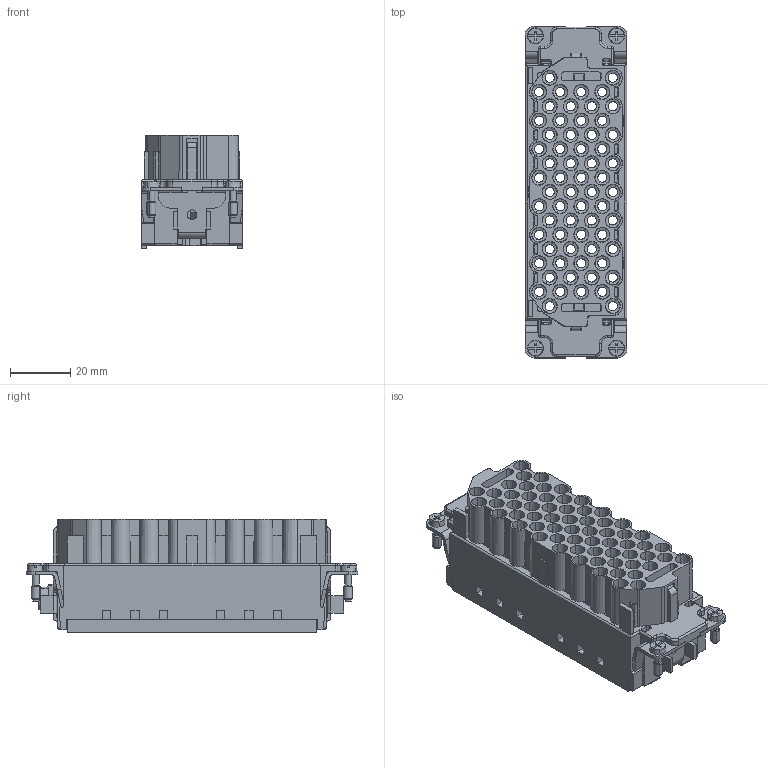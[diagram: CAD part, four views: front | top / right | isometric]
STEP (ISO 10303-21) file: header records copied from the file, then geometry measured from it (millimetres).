
FILE_DESCRIPTION(('CATIA V5 STEP Exchange','CAx-IF Rec.Pracs.--- Model Styling and Organization---1.4--- 2014-01-23'),'2;1');
FILE_NAME ('1223110-3_0', '2020-09-16T15:58:30+00:00', ('none'), ('Weidmueller'), 'CATIA Version 5-6 Release 2016 SP3 HF44', 'CATIA V5 STEP AP214', 'none');
FILE_SCHEMA(('AUTOMOTIVE_DESIGN { 1 0 10303 214 1 1 1 1 }'));
Products named in the file (1): 2729590000
Bounding box: 33.9 x 110.5 x 37.75 mm (x, y, z)
Volume: 56234.7 mm3; surface area: 64557.5 mm2
Topology: 10 solids, 10 shells, 2283 faces, 6425 edges, 4215 vertices
Faces by surface type: plane 1019, cylinder 741, cone 487, sphere 20, torus 8, extrusion 8
Entity records: 70738 total; most frequent: CARTESIAN_POINT 15089, ORIENTED_EDGE 12810, DIRECTION 9048, EDGE_CURVE 6405, VERTEX_POINT 4215, AXIS2_PLACEMENT_3D 3808, VECTOR 3566, LINE 3558
